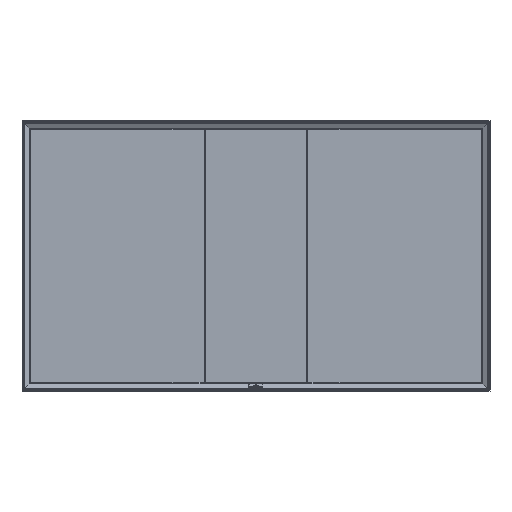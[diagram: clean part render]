
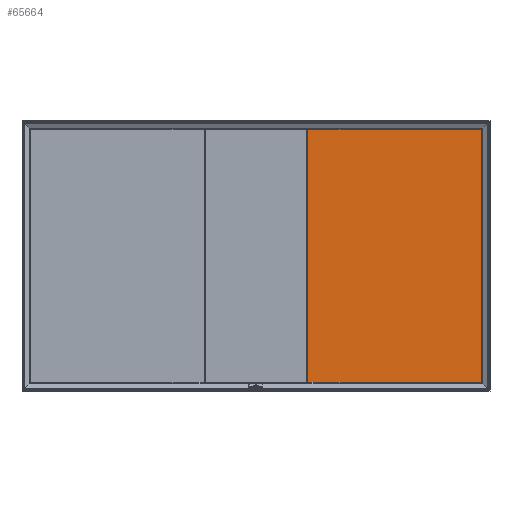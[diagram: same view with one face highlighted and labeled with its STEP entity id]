
A CAD part, front view. The second image highlights one B-rep face of the part: STEP entity #65664.
In plain terms, the highlighted planar face has unit normal (0, -1, 0).
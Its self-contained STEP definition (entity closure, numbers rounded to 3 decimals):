
#6791=FACE_OUTER_BOUND('',#10490,.T.);
#10490=EDGE_LOOP('',(#57191,#57192,#57193,#57194));
#16130=LINE('',#110349,#22381);
#16134=LINE('',#110358,#22385);
#16139=LINE('',#110366,#22390);
#16141=LINE('',#110370,#22392);
#22381=VECTOR('',#89556,483.);
#22385=VECTOR('',#89562,483.);
#22390=VECTOR('',#89569,703.);
#22392=VECTOR('',#89575,703.);
#30488=VERTEX_POINT('',#110347);
#30489=VERTEX_POINT('',#110348);
#30492=VERTEX_POINT('',#110356);
#30493=VERTEX_POINT('',#110357);
#39600=EDGE_CURVE('',#30488,#30489,#16130,.T.);
#39604=EDGE_CURVE('',#30492,#30493,#16134,.T.);
#39609=EDGE_CURVE('',#30488,#30493,#16139,.T.);
#39611=EDGE_CURVE('',#30489,#30492,#16141,.T.);
#57191=ORIENTED_EDGE('',*,*,#39609,.F.);
#57192=ORIENTED_EDGE('',*,*,#39600,.T.);
#57193=ORIENTED_EDGE('',*,*,#39611,.T.);
#57194=ORIENTED_EDGE('',*,*,#39604,.T.);
#62464=PLANE('',#72008);
#65664=ADVANCED_FACE('',(#6791),#62464,.T.);
#72008=AXIS2_PLACEMENT_3D('',#110371,#89576,#89577);
#89556=DIRECTION('',(-1.,0.,0.));
#89562=DIRECTION('',(1.,0.,0.));
#89569=DIRECTION('',(0.,0.,-1.));
#89575=DIRECTION('',(0.,0.,-1.));
#89576=DIRECTION('center_axis',(0.,-1.,0.));
#89577=DIRECTION('ref_axis',(0.,0.,1.));
#110347=CARTESIAN_POINT('',(1277.,8.,727.5));
#110348=CARTESIAN_POINT('',(794.,8.,727.5));
#110349=CARTESIAN_POINT('',(1035.5,8.,727.5));
#110356=CARTESIAN_POINT('',(794.,8.,24.5));
#110357=CARTESIAN_POINT('',(1277.,8.,24.5));
#110358=CARTESIAN_POINT('',(1035.5,8.,24.5));
#110366=CARTESIAN_POINT('',(1277.,8.,375.5));
#110370=CARTESIAN_POINT('',(794.,8.,375.5));
#110371=CARTESIAN_POINT('Origin',(1035.5,8.,375.5));
